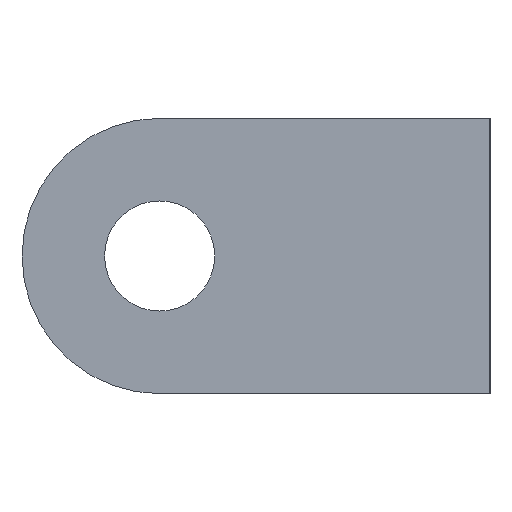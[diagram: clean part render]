
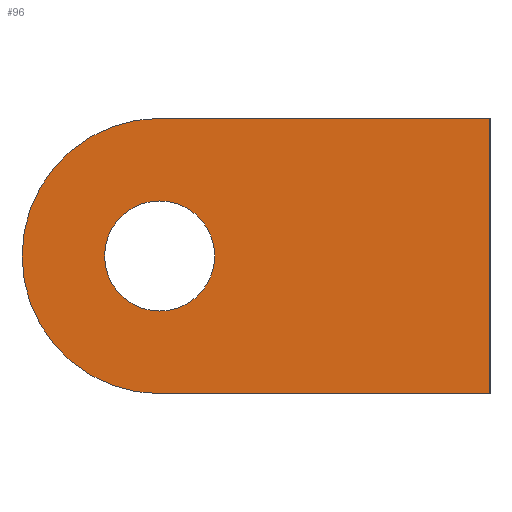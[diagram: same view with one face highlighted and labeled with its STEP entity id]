
A CAD part, left-side view. The second image highlights one B-rep face of the part: STEP entity #96.
In plain terms, the highlighted planar face has unit normal (-1, 0, 0).
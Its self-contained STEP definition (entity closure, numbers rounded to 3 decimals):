
#26 = EDGE_CURVE ( 'NONE', #222, #279, #214, .T. ) ;
#35 = AXIS2_PLACEMENT_3D ( 'NONE', #559, #185, #351 ) ;
#41 = CARTESIAN_POINT ( 'NONE',  ( -15., 0., 0. ) ) ;
#44 = LINE ( 'NONE', #477, #239 ) ;
#62 = VERTEX_POINT ( 'NONE', #610 ) ;
#64 = LINE ( 'NONE', #95, #551 ) ;
#66 = ORIENTED_EDGE ( 'NONE', *, *, #672, .T. ) ;
#69 = VERTEX_POINT ( 'NONE', #359 ) ;
#89 = PLANE ( 'NONE',  #35 ) ;
#96 = ADVANCED_FACE ( 'NONE', ( #516, #140 ), #89, .F. ) ;
#95 = CARTESIAN_POINT ( 'NONE',  ( -15., 0., 15. ) ) ;
#115 = CARTESIAN_POINT ( 'NONE',  ( -15., 18., 4.5 ) ) ;
#127 = CIRCLE ( 'NONE', #272, 3. ) ;
#131 = EDGE_CURVE ( 'NONE', #319, #62, #400, .T. ) ;
#140 = FACE_OUTER_BOUND ( 'NONE', #548, .T. ) ;
#141 = DIRECTION ( 'NONE',  ( 0., -1., 0. ) ) ;
#164 = CARTESIAN_POINT ( 'NONE',  ( -15., 18., 0. ) ) ;
#172 = EDGE_LOOP ( 'NONE', ( #469, #269 ) ) ;
#184 = LINE ( 'NONE', #605, #580 ) ;
#185 = DIRECTION ( 'NONE',  ( 1., 0., 0. ) ) ;
#209 = EDGE_CURVE ( 'NONE', #62, #319, #127, .T. ) ;
#214 = CIRCLE ( 'NONE', #360, 7.5 ) ;
#222 = VERTEX_POINT ( 'NONE', #270 ) ;
#239 = VECTOR ( 'NONE', #246, 1000. ) ;
#246 = DIRECTION ( 'NONE',  ( 0., -1., 0. ) ) ;
#269 = ORIENTED_EDGE ( 'NONE', *, *, #131, .F. ) ;
#270 = CARTESIAN_POINT ( 'NONE',  ( -15., 18., 15. ) ) ;
#271 = ORIENTED_EDGE ( 'NONE', *, *, #26, .T. ) ;
#272 = AXIS2_PLACEMENT_3D ( 'NONE', #437, #481, #647 ) ;
#274 = DIRECTION ( 'NONE',  ( 0., 0., -1. ) ) ;
#279 = VERTEX_POINT ( 'NONE', #164 ) ;
#319 = VERTEX_POINT ( 'NONE', #115 ) ;
#328 = EDGE_CURVE ( 'NONE', #69, #644, #64, .T. ) ;
#351 = DIRECTION ( 'NONE',  ( 0., 0., -1. ) ) ;
#359 = CARTESIAN_POINT ( 'NONE',  ( -15., 0., 15. ) ) ;
#360 = AXIS2_PLACEMENT_3D ( 'NONE', #584, #387, #274 ) ;
#367 = ORIENTED_EDGE ( 'NONE', *, *, #328, .F. ) ;
#380 = EDGE_CURVE ( 'NONE', #222, #69, #44, .T. ) ;
#387 = DIRECTION ( 'NONE',  ( -1., 0., 0. ) ) ;
#400 = CIRCLE ( 'NONE', #455, 3. ) ;
#437 = CARTESIAN_POINT ( 'NONE',  ( -15., 18., 7.5 ) ) ;
#455 = AXIS2_PLACEMENT_3D ( 'NONE', #615, #566, #664 ) ;
#469 = ORIENTED_EDGE ( 'NONE', *, *, #209, .F. ) ;
#477 = CARTESIAN_POINT ( 'NONE',  ( -15., 0., 15. ) ) ;
#481 = DIRECTION ( 'NONE',  ( -1., 0., 0. ) ) ;
#516 = FACE_BOUND ( 'NONE', #172, .T. ) ;
#548 = EDGE_LOOP ( 'NONE', ( #66, #367, #676, #271 ) ) ;
#551 = VECTOR ( 'NONE', #631, 1000. ) ;
#559 = CARTESIAN_POINT ( 'NONE',  ( -15., 0., 15. ) ) ;
#566 = DIRECTION ( 'NONE',  ( -1., 0., 0. ) ) ;
#580 = VECTOR ( 'NONE', #141, 1000. ) ;
#584 = CARTESIAN_POINT ( 'NONE',  ( -15., 18., 7.5 ) ) ;
#605 = CARTESIAN_POINT ( 'NONE',  ( -15., 0., 0. ) ) ;
#610 = CARTESIAN_POINT ( 'NONE',  ( -15., 18., 10.5 ) ) ;
#615 = CARTESIAN_POINT ( 'NONE',  ( -15., 18., 7.5 ) ) ;
#631 = DIRECTION ( 'NONE',  ( 0., 0., -1. ) ) ;
#644 = VERTEX_POINT ( 'NONE', #41 ) ;
#647 = DIRECTION ( 'NONE',  ( 0., 0., 1. ) ) ;
#664 = DIRECTION ( 'NONE',  ( 0., 0., 1. ) ) ;
#672 = EDGE_CURVE ( 'NONE', #279, #644, #184, .T. ) ;
#676 = ORIENTED_EDGE ( 'NONE', *, *, #380, .F. ) ;
